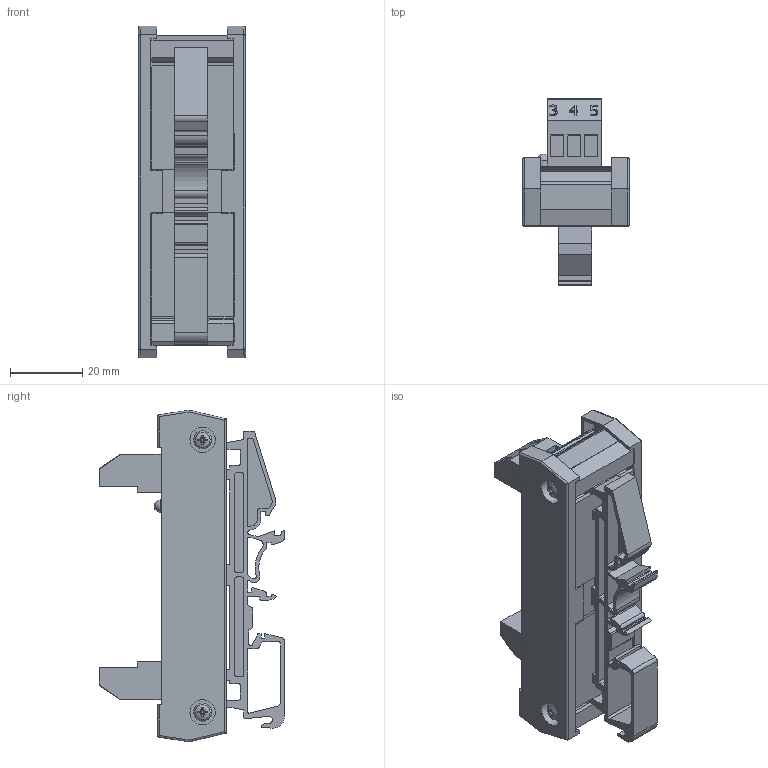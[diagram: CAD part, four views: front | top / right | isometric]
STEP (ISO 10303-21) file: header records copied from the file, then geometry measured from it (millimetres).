
FILE_DESCRIPTION((''),'2;1');
FILE_NAME('Opto_1_Position.stp','2015-07-10T10:53:52',('CAD Station'),(''),'Autodesk Inventor 2013','Autodesk Inventor 2013','');
FILE_SCHEMA(('CONFIG_CONTROL_DESIGN'));
Length unit declared in the file: millimetre
Products named in the file (15): Opto_1_Position; 2GreenAssy; 2 hole green; 12Label; 3GreenASSY; 3 hole green; 345Label; OptoBoard; Green Bulb; Fuse; ResScaled; 1Channe;Case; BASE SIDE; BASE LEGS; BS EN ISO 7045 Z - Metric M2.5 x 10 - 4.8 - Z
Assembly tree (18 placements, depth 3):
  Opto_1_Position
    2GreenAssy
      2 hole green
      12Label
    3GreenASSY
      3 hole green
      345Label
    OptoBoard
    Green Bulb
    Fuse
    ResScaled
    1Channe;Case
    BASE SIDE  x2
    BASE LEGS
    BS EN ISO 7045 Z - Metric M2.5 x 10 - 4.8 - Z  x4
Bounding box: 29.68 x 51.57 x 91.99 mm (x, y, z)
Volume: 23007.7 mm3; surface area: 32491.3 mm2
Topology: 16 solids, 16 shells, 876 faces, 2312 edges, 1516 vertices
Faces by surface type: plane 534, cylinder 185, cone 64, bspline 53, torus 35, sphere 5
Full cylindrical faces by diameter (mm): 0.35 x8, 2.019 x3, 2.02 x2, 2.1 x6, 2.256 x4, 2.3 x5, 2.5 x4, 3.2 x4, 3.5 x1, 3.59 x1, 3.75 x5, 4 x1, 7 x4, 9 x4
Entity records: 22992 total; most frequent: CARTESIAN_POINT 5180, ORIENTED_EDGE 3582, DIRECTION 3394, EDGE_CURVE 1791, VECTOR 1270, LINE 1270, VERTEX_POINT 1221, AXIS2_PLACEMENT_3D 1062
